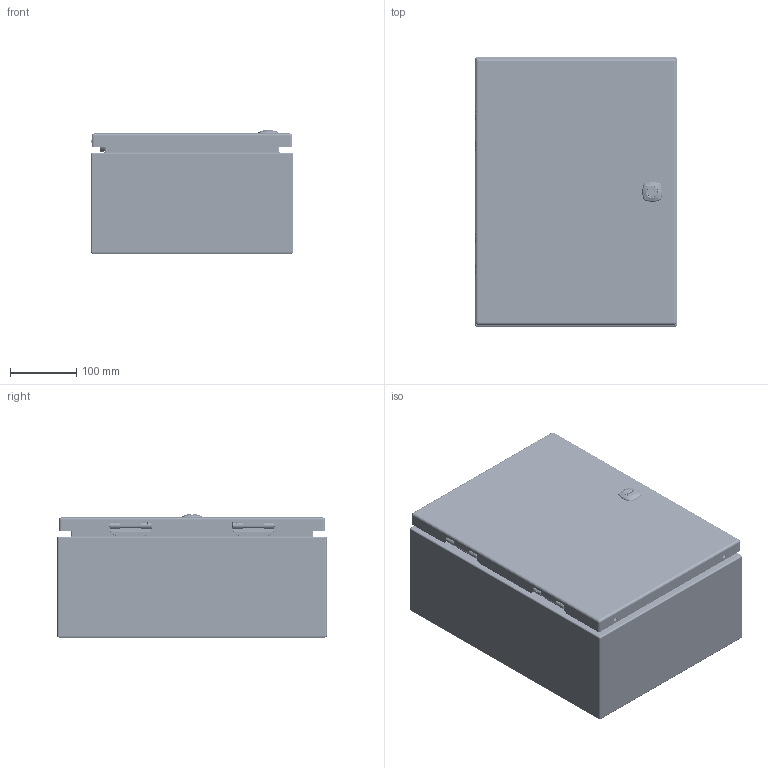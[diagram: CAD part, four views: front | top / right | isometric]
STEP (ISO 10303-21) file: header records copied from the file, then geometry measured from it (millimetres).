
FILE_DESCRIPTION(/* description */ ('5412ES 16" x 12" x 6" Assembly'),/* implementation_level */ '2;1');
FILE_NAME(/* name */ '5412ES161206.stp',/* time_stamp */ '2025-05-30T15:41:16-04:00',/* author */ ('BoxCad'),/* organization */ (''),/* preprocessor_version */ 'ST-DEVELOPER v20',/* originating_system */ 'Autodesk Inventor 2024',/* authorisation */ '');
FILE_SCHEMA (('AUTOMOTIVE_DESIGN { 1 0 10303 214 3 1 1 }'));
Products named in the file (43): 5412ES161206; 5412ES161206B; 5412ES161206B-P; STK-Q-16005; 5412ES161206C; 5412ES161206C-P; 5412ES161206G; STK-K-09800-1; STK-K-09800-2; STK-Q-33014; STK-Q-90398; STK-Q-40095; STK-Q-63410; STK-Q-16055; STK-Q-46020-16; STK-Q-07220-1; STK-Q-07220-2; STK-Q-07220-3; STK-Q-07220-4; STK-Q-07220-A; STK-Q-07220-B; STK-P-02400S; STK-S-00100; STUD_M6 x 16mm; STK-K-12500; STK-Q-78111; STK-Q-78141; STK-Q-78120; STK-Q-78145; STK-Q-03610; STK-Q-78160; STK-Q-90390; STK-Q-78111-R; STK-Q-04050-08-1; STK-Q-04050-08-2; STK-Q-04050-08-P; STK-Q-04051-N; STK-A-01800; 5412ES161206IPK; STK-Q-07610 ...
Assembly tree (73 placements, depth 4):
  5412ES161206
    5412ES161206B
      5412ES161206B-P
      STK-Q-16005  x4
      STK-P-02400S
      STUD_M6 x 16mm
    5412ES161206C
      5412ES161206C-P
      5412ES161206G
      STK-K-09800-1
        STK-Q-33014
        STK-Q-90398
        STK-Q-40095  x2
        STK-Q-63410  x2
      STK-K-09800-2
        STK-Q-33014
        STK-Q-90398
        STK-Q-40095  x2
        STK-Q-63410  x2
      STK-Q-16055  x4
      STK-Q-46020-16  x2
      STK-Q-07220-1
        STK-Q-07220-A
        STK-Q-07220-B
      STK-Q-07220-2
        STK-Q-07220-A
        STK-Q-07220-B
      STK-Q-07220-3
        STK-Q-07220-A
        STK-Q-07220-B
      STK-Q-07220-4
        STK-Q-07220-A
        STK-Q-07220-B
      STK-P-02400S
      STK-S-00100
      STUD_M6 x 16mm
      STK-K-12500
        STK-Q-78111
        STK-Q-78141
        STK-Q-78120
        STK-Q-78145
        STK-Q-03610
        STK-Q-78160
        STK-Q-90390
        STK-Q-78111-R
    STK-Q-04050-08-1
      STK-Q-04050-08-P
      STK-Q-04051-N
    STK-Q-04050-08-2
      STK-Q-04050-08-P
      STK-Q-04051-N
    STK-A-01800
    5412ES161206IPK
      STK-Q-07610  x4
      STK-Q-07310  x4
    881SP1612G
      881SP1612G-P
Bounding box: 304.87 x 406.4 x 185.67 mm (x, y, z)
Volume: 1105587.3 mm3; surface area: 1416363 mm2
Topology: 57 solids, 57 shells, 8405 faces, 22282 edges, 14005 vertices
Faces by surface type: bspline 3083, plane 2248, cylinder 2224, torus 539, sphere 182, cone 129
Full cylindrical faces by diameter (mm): 0.75 x10, 0.762 x8, 1 x8, 1.1 x8, 3.2 x4, 4.191 x24, 4.5 x4, 4.521 x8, 4.75 x2, 4.85 x16, 4.95 x4, 5 x4, 5.1 x22, 5.156 x4, 5.6 x2, 5.9 x22, 6.015 x24, 6.65 x4, 6.8 x4, 6.85 x16, 7.3 x2, 7.366 x4, 7.9 x8, 8 x12, 8.382 x2, 9.5 x4, 9.6 x1, 9.906 x4, 10 x1, 12 x2
Entity records: 152213 total; most frequent: CARTESIAN_POINT 61929, ORIENTED_EDGE 20436, DIRECTION 15063, EDGE_CURVE 10218, VERTEX_POINT 6374, AXIS2_PLACEMENT_3D 5594, EDGE_LOOP 4224, FACE_OUTER_BOUND 4006
